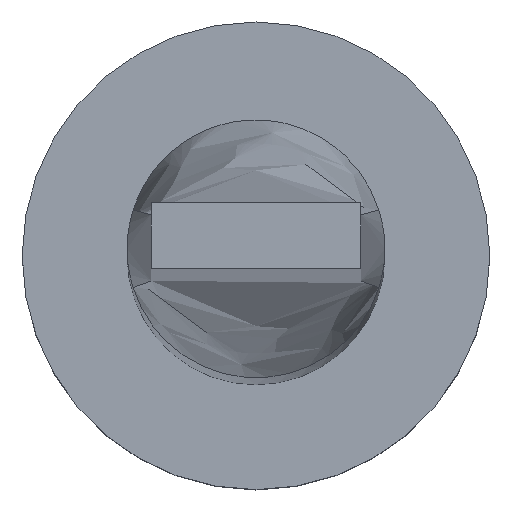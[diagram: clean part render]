
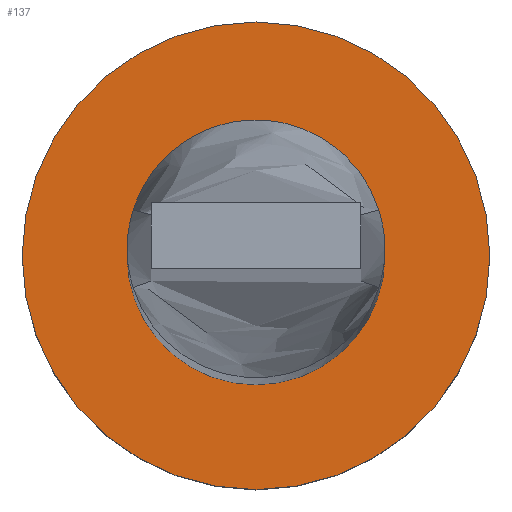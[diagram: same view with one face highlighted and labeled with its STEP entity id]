
A CAD part, top view. The second image highlights one B-rep face of the part: STEP entity #137.
In plain terms, the highlighted planar face has unit normal (0, 0, 1).
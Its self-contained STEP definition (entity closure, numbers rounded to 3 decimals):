
#11 = EDGE_CURVE ( 'NONE', #80, #575, #65, .T. ) ;
#15 = DIRECTION ( 'NONE',  ( 1., 0., 0. ) ) ;
#27 = AXIS2_PLACEMENT_3D ( 'NONE', #504, #412, #101 ) ;
#60 = CARTESIAN_POINT ( 'NONE',  ( 0., 0., 3.1 ) ) ;
#65 = CIRCLE ( 'NONE', #208, 3.9 ) ;
#68 = ORIENTED_EDGE ( 'NONE', *, *, #11, .T. ) ;
#80 = VERTEX_POINT ( 'NONE', #510 ) ;
#101 = DIRECTION ( 'NONE',  ( 1., 0., 0. ) ) ;
#110 = DIRECTION ( 'NONE',  ( 0., 0., 1. ) ) ;
#115 = CARTESIAN_POINT ( 'NONE',  ( 0., 0., 3.1 ) ) ;
#117 = EDGE_CURVE ( 'NONE', #357, #177, #578, .T. ) ;
#118 = DIRECTION ( 'NONE',  ( 0., 0., 1. ) ) ;
#137 = ADVANCED_FACE ( 'NONE', ( #380, #343 ), #247, .T. ) ;
#153 = EDGE_CURVE ( 'NONE', #177, #357, #317, .T. ) ;
#158 = CARTESIAN_POINT ( 'NONE',  ( 0., 0., 3.1 ) ) ;
#170 = ORIENTED_EDGE ( 'NONE', *, *, #514, .T. ) ;
#177 = VERTEX_POINT ( 'NONE', #432 ) ;
#181 = CARTESIAN_POINT ( 'NONE',  ( 2.15, 0., 3.1 ) ) ;
#184 = AXIS2_PLACEMENT_3D ( 'NONE', #158, #518, #427 ) ;
#208 = AXIS2_PLACEMENT_3D ( 'NONE', #60, #110, #15 ) ;
#212 = ORIENTED_EDGE ( 'NONE', *, *, #117, .F. ) ;
#247 = PLANE ( 'NONE',  #346 ) ;
#251 = DIRECTION ( 'NONE',  ( 1., 0., 0. ) ) ;
#302 = CARTESIAN_POINT ( 'NONE',  ( 0., 0., 3.1 ) ) ;
#317 = CIRCLE ( 'NONE', #580, 2.15 ) ;
#328 = EDGE_LOOP ( 'NONE', ( #170, #68 ) ) ;
#333 = ORIENTED_EDGE ( 'NONE', *, *, #153, .F. ) ;
#343 = FACE_OUTER_BOUND ( 'NONE', #328, .T. ) ;
#346 = AXIS2_PLACEMENT_3D ( 'NONE', #302, #571, #484 ) ;
#357 = VERTEX_POINT ( 'NONE', #181 ) ;
#359 = EDGE_LOOP ( 'NONE', ( #333, #212 ) ) ;
#380 = FACE_BOUND ( 'NONE', #359, .T. ) ;
#412 = DIRECTION ( 'NONE',  ( 0., 0., 1. ) ) ;
#427 = DIRECTION ( 'NONE',  ( 1., 0., 0. ) ) ;
#432 = CARTESIAN_POINT ( 'NONE',  ( -2.15, 0., 3.1 ) ) ;
#481 = CIRCLE ( 'NONE', #27, 3.9 ) ;
#484 = DIRECTION ( 'NONE',  ( 1., 0., 0. ) ) ;
#504 = CARTESIAN_POINT ( 'NONE',  ( 0., 0., 3.1 ) ) ;
#510 = CARTESIAN_POINT ( 'NONE',  ( 3.9, 0., 3.1 ) ) ;
#514 = EDGE_CURVE ( 'NONE', #575, #80, #481, .T. ) ;
#515 = CARTESIAN_POINT ( 'NONE',  ( -3.9, 0., 3.1 ) ) ;
#518 = DIRECTION ( 'NONE',  ( 0., 0., 1. ) ) ;
#571 = DIRECTION ( 'NONE',  ( 0., 0., 1. ) ) ;
#575 = VERTEX_POINT ( 'NONE', #515 ) ;
#578 = CIRCLE ( 'NONE', #184, 2.15 ) ;
#580 = AXIS2_PLACEMENT_3D ( 'NONE', #115, #118, #251 ) ;
